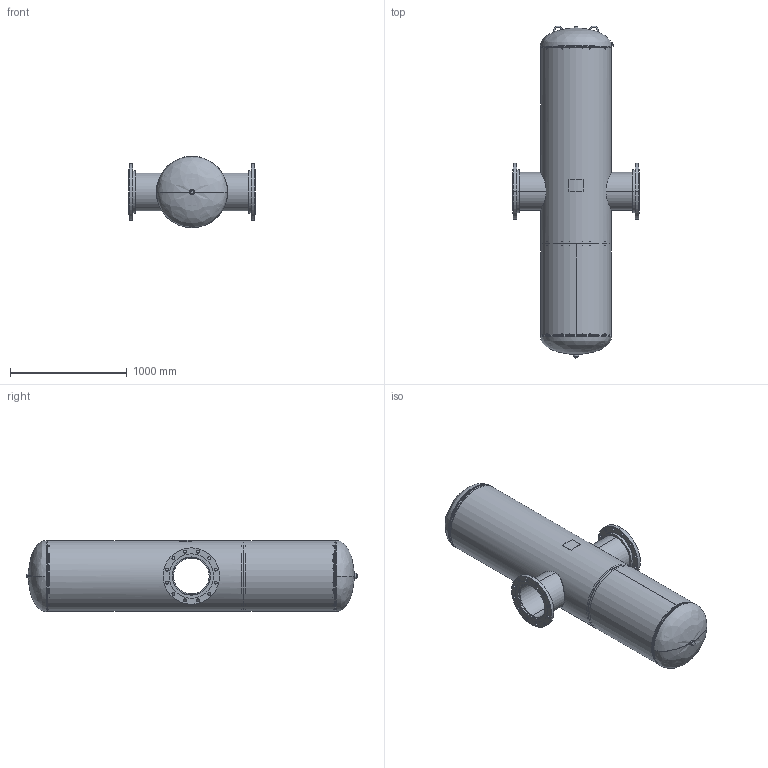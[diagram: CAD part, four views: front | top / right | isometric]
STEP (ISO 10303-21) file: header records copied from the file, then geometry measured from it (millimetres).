
FILE_DESCRIPTION (( 'STEP AP203' ), '1' );
FILE_NAME ('WVAN-12HV.STEP', '2021-03-11T19:31:37', ( '' ), ( '' ), 'SwSTEP 2.0', 'SolidWorks 2021', '' );
FILE_SCHEMA (( 'CONFIG_CONTROL_DESIGN' ));
Length unit declared in the file: inch
Products named in the file (13): WVAN-12HV; SORF FLANGES ASME B16.5_12 150# SA-105; 9400540; 9200140; PLUGS_9500150; 99B1674; 9600830_24" VERT; 9301150_12.25; 9500030; 99B1675; 9500050; BACKING RINGS, .250 X 1.5 SA-36_23.630
Assembly tree (16 placements, depth 2):
  WVAN-12HV
    99B1674
    99B1675
    9200140
    9200140
    9500030  x2
    9500050
    PLUGS_9500150
    9301150_12.25  x2
    SORF FLANGES ASME B16.5_12 150# SA-105  x2
    BACKING RINGS, .250 X 1.5 SA-36_23.630
    9400540  x2
    9600830_24" VERT
Bounding box: 1079.5 x 2841.96 x 610.76 mm (x, y, z)
Volume: 30739463.7 mm3; surface area: 13020102.6 mm2
Topology: 16 solids, 16 shells, 243 faces, 552 edges, 346 vertices
Faces by surface type: cylinder 126, plane 51, torus 28, cone 26, bspline 12
Full cylindrical faces by diameter (mm): 587.502 x1, 600.1 x1, 600.202 x1, 606.45 x1
Entity records: 11425 total; most frequent: CARTESIAN_POINT 5586, DIRECTION 1012, ORIENTED_EDGE 828, AXIS2_PLACEMENT_3D 434, EDGE_CURVE 414, VERTEX_POINT 254, CIRCLE 242, EDGE_LOOP 228
